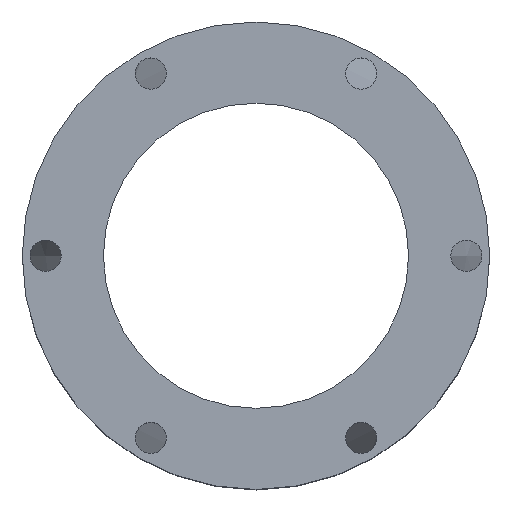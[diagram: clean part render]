
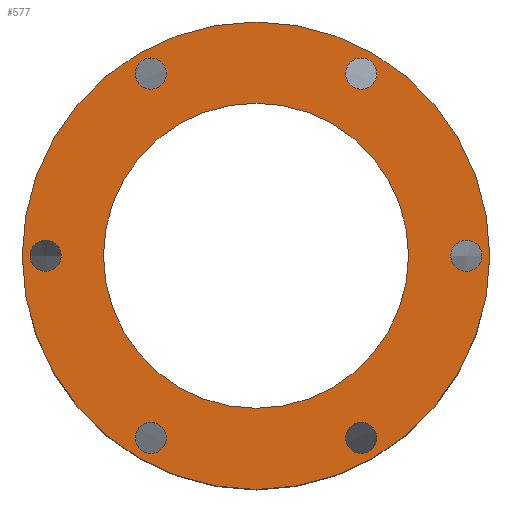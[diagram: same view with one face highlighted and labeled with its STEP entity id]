
A CAD part, top view. The second image highlights one B-rep face of the part: STEP entity #577.
In plain terms, the highlighted planar face has unit normal (0, 0, 1).
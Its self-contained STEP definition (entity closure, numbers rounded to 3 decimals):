
#40=CARTESIAN_POINT('Vertex',(0.,38.1,0.)) ;
#56=CARTESIAN_POINT('Vertex',(0.,-38.1,0.)) ;
#59=CARTESIAN_POINT('Axis2P3D Location',(0.,0.,0.)) ;
#76=CARTESIAN_POINT('Axis2P3D Location',(0.,0.,0.)) ;
#442=CARTESIAN_POINT('Axis2P3D Location',(0.,-38.1,0.)) ;
#451=CARTESIAN_POINT('Axis2P3D Location',(17.145,-29.696,0.)) ;
#455=CARTESIAN_POINT('Vertex',(15.875,-27.496,0.)) ;
#457=CARTESIAN_POINT('Vertex',(18.415,-31.896,0.)) ;
#460=CARTESIAN_POINT('Axis2P3D Location',(17.145,-29.696,0.)) ;
#469=CARTESIAN_POINT('Axis2P3D Location',(34.29,0.,0.)) ;
#473=CARTESIAN_POINT('Vertex',(31.75,0.,0.)) ;
#475=CARTESIAN_POINT('Vertex',(36.83,0.,0.)) ;
#478=CARTESIAN_POINT('Axis2P3D Location',(34.29,0.,0.)) ;
#487=CARTESIAN_POINT('Axis2P3D Location',(0.,0.,0.)) ;
#491=CARTESIAN_POINT('Vertex',(0.,24.864,0.)) ;
#493=CARTESIAN_POINT('Vertex',(0.,-24.864,0.)) ;
#496=CARTESIAN_POINT('Axis2P3D Location',(0.,0.,0.)) ;
#505=CARTESIAN_POINT('Axis2P3D Location',(-17.145,-29.696,0.)) ;
#509=CARTESIAN_POINT('Vertex',(-15.875,-27.496,0.)) ;
#511=CARTESIAN_POINT('Vertex',(-18.415,-31.896,0.)) ;
#514=CARTESIAN_POINT('Axis2P3D Location',(-17.145,-29.696,0.)) ;
#523=CARTESIAN_POINT('Axis2P3D Location',(-34.29,0.,0.)) ;
#527=CARTESIAN_POINT('Vertex',(-31.75,0.,0.)) ;
#529=CARTESIAN_POINT('Vertex',(-36.83,0.,0.)) ;
#532=CARTESIAN_POINT('Axis2P3D Location',(-34.29,0.,0.)) ;
#541=CARTESIAN_POINT('Axis2P3D Location',(-17.145,29.696,0.)) ;
#545=CARTESIAN_POINT('Vertex',(-15.875,27.496,0.)) ;
#547=CARTESIAN_POINT('Vertex',(-18.415,31.896,0.)) ;
#550=CARTESIAN_POINT('Axis2P3D Location',(-17.145,29.696,0.)) ;
#559=CARTESIAN_POINT('Axis2P3D Location',(17.145,29.696,0.)) ;
#563=CARTESIAN_POINT('Vertex',(15.875,27.496,0.)) ;
#565=CARTESIAN_POINT('Vertex',(18.415,31.896,0.)) ;
#568=CARTESIAN_POINT('Axis2P3D Location',(17.145,29.696,0.)) ;
#60=DIRECTION('Axis2P3D Direction',(0.,0.,-1.)) ;
#77=DIRECTION('Axis2P3D Direction',(0.,0.,-1.)) ;
#443=DIRECTION('Axis2P3D Direction',(0.,0.,-1.)) ;
#444=DIRECTION('Axis2P3D XDirection',(1.,0.,0.)) ;
#452=DIRECTION('Axis2P3D Direction',(0.,0.,-1.)) ;
#461=DIRECTION('Axis2P3D Direction',(0.,0.,-1.)) ;
#470=DIRECTION('Axis2P3D Direction',(0.,0.,-1.)) ;
#479=DIRECTION('Axis2P3D Direction',(0.,0.,-1.)) ;
#488=DIRECTION('Axis2P3D Direction',(0.,0.,-1.)) ;
#497=DIRECTION('Axis2P3D Direction',(0.,0.,-1.)) ;
#506=DIRECTION('Axis2P3D Direction',(0.,0.,-1.)) ;
#515=DIRECTION('Axis2P3D Direction',(0.,0.,-1.)) ;
#524=DIRECTION('Axis2P3D Direction',(0.,0.,-1.)) ;
#533=DIRECTION('Axis2P3D Direction',(0.,0.,-1.)) ;
#542=DIRECTION('Axis2P3D Direction',(0.,0.,-1.)) ;
#551=DIRECTION('Axis2P3D Direction',(0.,0.,-1.)) ;
#560=DIRECTION('Axis2P3D Direction',(0.,0.,-1.)) ;
#569=DIRECTION('Axis2P3D Direction',(0.,0.,-1.)) ;
#61=AXIS2_PLACEMENT_3D('Circle Axis2P3D',#59,#60,$) ;
#78=AXIS2_PLACEMENT_3D('Circle Axis2P3D',#76,#77,$) ;
#445=AXIS2_PLACEMENT_3D('Plane Axis2P3D',#442,#443,#444) ;
#453=AXIS2_PLACEMENT_3D('Circle Axis2P3D',#451,#452,$) ;
#462=AXIS2_PLACEMENT_3D('Circle Axis2P3D',#460,#461,$) ;
#471=AXIS2_PLACEMENT_3D('Circle Axis2P3D',#469,#470,$) ;
#480=AXIS2_PLACEMENT_3D('Circle Axis2P3D',#478,#479,$) ;
#489=AXIS2_PLACEMENT_3D('Circle Axis2P3D',#487,#488,$) ;
#498=AXIS2_PLACEMENT_3D('Circle Axis2P3D',#496,#497,$) ;
#507=AXIS2_PLACEMENT_3D('Circle Axis2P3D',#505,#506,$) ;
#516=AXIS2_PLACEMENT_3D('Circle Axis2P3D',#514,#515,$) ;
#525=AXIS2_PLACEMENT_3D('Circle Axis2P3D',#523,#524,$) ;
#534=AXIS2_PLACEMENT_3D('Circle Axis2P3D',#532,#533,$) ;
#543=AXIS2_PLACEMENT_3D('Circle Axis2P3D',#541,#542,$) ;
#552=AXIS2_PLACEMENT_3D('Circle Axis2P3D',#550,#551,$) ;
#561=AXIS2_PLACEMENT_3D('Circle Axis2P3D',#559,#560,$) ;
#570=AXIS2_PLACEMENT_3D('Circle Axis2P3D',#568,#569,$) ;
#62=CIRCLE('generated circle',#61,38.1) ;
#79=CIRCLE('generated circle',#78,38.1) ;
#454=CIRCLE('generated circle',#453,2.54) ;
#463=CIRCLE('generated circle',#462,2.54) ;
#472=CIRCLE('generated circle',#471,2.54) ;
#481=CIRCLE('generated circle',#480,2.54) ;
#490=CIRCLE('generated circle',#489,24.864) ;
#499=CIRCLE('generated circle',#498,24.864) ;
#508=CIRCLE('generated circle',#507,2.54) ;
#517=CIRCLE('generated circle',#516,2.54) ;
#526=CIRCLE('generated circle',#525,2.54) ;
#535=CIRCLE('generated circle',#534,2.54) ;
#544=CIRCLE('generated circle',#543,2.54) ;
#553=CIRCLE('generated circle',#552,2.54) ;
#562=CIRCLE('generated circle',#561,2.54) ;
#571=CIRCLE('generated circle',#570,2.54) ;
#446=PLANE('',#445) ;
#468=FACE_BOUND('',#465,.T.) ;
#486=FACE_BOUND('',#483,.T.) ;
#504=FACE_BOUND('',#501,.T.) ;
#522=FACE_BOUND('',#519,.T.) ;
#540=FACE_BOUND('',#537,.T.) ;
#558=FACE_BOUND('',#555,.T.) ;
#576=FACE_BOUND('',#573,.T.) ;
#63=EDGE_CURVE('',#57,#41,#62,.T.) ;
#80=EDGE_CURVE('',#41,#57,#79,.T.) ;
#459=EDGE_CURVE('',#456,#458,#454,.F.) ;
#464=EDGE_CURVE('',#458,#456,#463,.F.) ;
#477=EDGE_CURVE('',#474,#476,#472,.F.) ;
#482=EDGE_CURVE('',#476,#474,#481,.F.) ;
#495=EDGE_CURVE('',#492,#494,#490,.T.) ;
#500=EDGE_CURVE('',#494,#492,#499,.T.) ;
#513=EDGE_CURVE('',#510,#512,#508,.F.) ;
#518=EDGE_CURVE('',#512,#510,#517,.F.) ;
#531=EDGE_CURVE('',#528,#530,#526,.F.) ;
#536=EDGE_CURVE('',#530,#528,#535,.F.) ;
#549=EDGE_CURVE('',#546,#548,#544,.F.) ;
#554=EDGE_CURVE('',#548,#546,#553,.F.) ;
#567=EDGE_CURVE('',#564,#566,#562,.F.) ;
#572=EDGE_CURVE('',#566,#564,#571,.F.) ;
#448=ORIENTED_EDGE('',*,*,#63,.F.) ;
#449=ORIENTED_EDGE('',*,*,#80,.F.) ;
#466=ORIENTED_EDGE('',*,*,#459,.F.) ;
#467=ORIENTED_EDGE('',*,*,#464,.F.) ;
#484=ORIENTED_EDGE('',*,*,#477,.F.) ;
#485=ORIENTED_EDGE('',*,*,#482,.F.) ;
#502=ORIENTED_EDGE('',*,*,#495,.T.) ;
#503=ORIENTED_EDGE('',*,*,#500,.T.) ;
#520=ORIENTED_EDGE('',*,*,#513,.F.) ;
#521=ORIENTED_EDGE('',*,*,#518,.F.) ;
#538=ORIENTED_EDGE('',*,*,#531,.F.) ;
#539=ORIENTED_EDGE('',*,*,#536,.F.) ;
#556=ORIENTED_EDGE('',*,*,#549,.F.) ;
#557=ORIENTED_EDGE('',*,*,#554,.F.) ;
#574=ORIENTED_EDGE('',*,*,#567,.F.) ;
#575=ORIENTED_EDGE('',*,*,#572,.F.) ;
#447=EDGE_LOOP('',(#448,#449)) ;
#465=EDGE_LOOP('',(#466,#467)) ;
#483=EDGE_LOOP('',(#484,#485)) ;
#501=EDGE_LOOP('',(#502,#503)) ;
#519=EDGE_LOOP('',(#520,#521)) ;
#537=EDGE_LOOP('',(#538,#539)) ;
#555=EDGE_LOOP('',(#556,#557)) ;
#573=EDGE_LOOP('',(#574,#575)) ;
#41=VERTEX_POINT('',#40) ;
#57=VERTEX_POINT('',#56) ;
#456=VERTEX_POINT('',#455) ;
#458=VERTEX_POINT('',#457) ;
#474=VERTEX_POINT('',#473) ;
#476=VERTEX_POINT('',#475) ;
#492=VERTEX_POINT('',#491) ;
#494=VERTEX_POINT('',#493) ;
#510=VERTEX_POINT('',#509) ;
#512=VERTEX_POINT('',#511) ;
#528=VERTEX_POINT('',#527) ;
#530=VERTEX_POINT('',#529) ;
#546=VERTEX_POINT('',#545) ;
#548=VERTEX_POINT('',#547) ;
#564=VERTEX_POINT('',#563) ;
#566=VERTEX_POINT('',#565) ;
#577=ADVANCED_FACE('PartBody',(#450,#468,#486,#504,#522,#540,#558,#576),#446,.F.) ;
#450=FACE_OUTER_BOUND('',#447,.T.) ;
